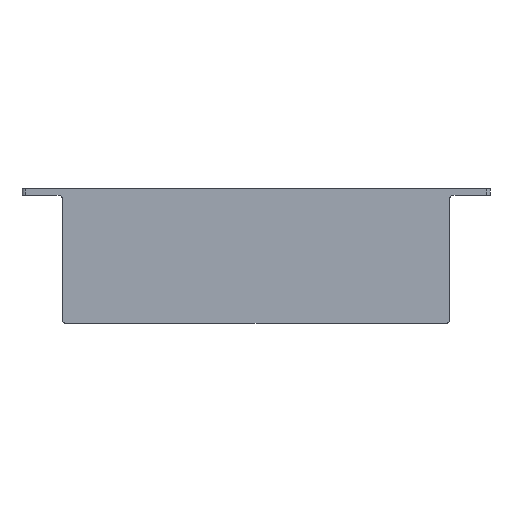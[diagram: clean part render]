
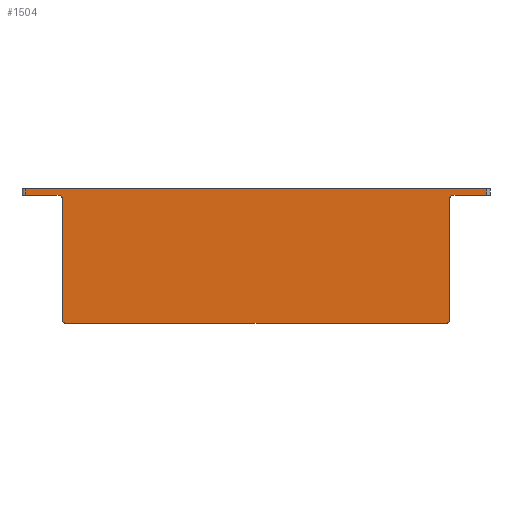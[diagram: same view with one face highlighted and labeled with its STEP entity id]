
A CAD part, front view. The second image highlights one B-rep face of the part: STEP entity #1504.
In plain terms, the highlighted planar face has unit normal (0, -1, 0).
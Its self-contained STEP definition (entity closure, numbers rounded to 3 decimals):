
#1350=CARTESIAN_POINT('',(56.5,-27.95,-74.));
#1351=VERTEX_POINT('',#1350);
#1358=CARTESIAN_POINT('',(-56.5,-27.95,-74.));
#1359=VERTEX_POINT('',#1358);
#1360=CARTESIAN_POINT('',(56.5,-27.95,-74.));
#1361=DIRECTION('',(-1.,0.,0.));
#1362=VECTOR('',#1361,113.);
#1363=LINE('',#1360,#1362);
#1364=EDGE_CURVE('',#1351,#1359,#1363,.T.);
#1380=CARTESIAN_POINT('',(-57.5,-27.95,-73.));
#1381=VERTEX_POINT('',#1380);
#1382=CARTESIAN_POINT('',(-57.5,-27.95,-37.));
#1383=VERTEX_POINT('',#1382);
#1384=CARTESIAN_POINT('',(-57.5,-27.95,-73.));
#1385=DIRECTION('',(0.,0.,1.));
#1386=VECTOR('',#1385,36.);
#1387=LINE('',#1384,#1386);
#1388=EDGE_CURVE('',#1381,#1383,#1387,.T.);
#1415=CARTESIAN_POINT('',(-0.,-27.95,-74.));
#1416=DIRECTION('',(0.,1.,0.));
#1417=DIRECTION('',(0.,0.,1.));
#1418=AXIS2_PLACEMENT_3D('',#1415,#1416,#1417);
#1419=PLANE('',#1418);
#1420=ORIENTED_EDGE('',*,*,#1364,.F.);
#1421=CARTESIAN_POINT('',(57.5,-27.95,-73.));
#1422=VERTEX_POINT('',#1421);
#1423=CARTESIAN_POINT('',(56.5,-27.95,-73.));
#1424=DIRECTION('',(-0.,-1.,-0.));
#1425=DIRECTION('',(0.,-0.,1.));
#1426=AXIS2_PLACEMENT_3D('',#1423,#1424,#1425);
#1427=CIRCLE('',#1426,1.);
#1428=EDGE_CURVE('',#1351,#1422,#1427,.T.);
#1429=ORIENTED_EDGE('',*,*,#1428,.T.);
#1430=CARTESIAN_POINT('',(57.5,-27.95,-37.));
#1431=VERTEX_POINT('',#1430);
#1432=CARTESIAN_POINT('',(57.5,-27.95,-73.));
#1433=DIRECTION('',(0.,0.,1.));
#1434=VECTOR('',#1433,36.);
#1435=LINE('',#1432,#1434);
#1436=EDGE_CURVE('',#1422,#1431,#1435,.T.);
#1437=ORIENTED_EDGE('',*,*,#1436,.T.);
#1438=CARTESIAN_POINT('',(58.5,-27.95,-36.));
#1439=VERTEX_POINT('',#1438);
#1440=CARTESIAN_POINT('',(58.5,-27.95,-37.));
#1441=DIRECTION('',(0.,1.,0.));
#1442=DIRECTION('',(0.,-0.,1.));
#1443=AXIS2_PLACEMENT_3D('',#1440,#1441,#1442);
#1444=CIRCLE('',#1443,1.);
#1445=EDGE_CURVE('',#1431,#1439,#1444,.T.);
#1446=ORIENTED_EDGE('',*,*,#1445,.T.);
#1447=CARTESIAN_POINT('',(68.5,-27.95,-36.));
#1448=VERTEX_POINT('',#1447);
#1449=CARTESIAN_POINT('',(58.5,-27.95,-36.));
#1450=DIRECTION('',(1.,0.,-0.));
#1451=VECTOR('',#1450,10.);
#1452=LINE('',#1449,#1451);
#1453=EDGE_CURVE('',#1439,#1448,#1452,.T.);
#1454=ORIENTED_EDGE('',*,*,#1453,.T.);
#1455=CARTESIAN_POINT('',(68.5,-27.95,-34.));
#1456=VERTEX_POINT('',#1455);
#1457=CARTESIAN_POINT('',(68.5,-27.95,-36.));
#1458=DIRECTION('',(0.,0.,1.));
#1459=VECTOR('',#1458,2.);
#1460=LINE('',#1457,#1459);
#1461=EDGE_CURVE('',#1448,#1456,#1460,.T.);
#1462=ORIENTED_EDGE('',*,*,#1461,.T.);
#1463=CARTESIAN_POINT('',(-68.5,-27.95,-34.));
#1464=VERTEX_POINT('',#1463);
#1465=CARTESIAN_POINT('',(68.5,-27.95,-34.));
#1466=DIRECTION('',(-1.,0.,0.));
#1467=VECTOR('',#1466,137.);
#1468=LINE('',#1465,#1467);
#1469=EDGE_CURVE('',#1456,#1464,#1468,.T.);
#1470=ORIENTED_EDGE('',*,*,#1469,.T.);
#1471=CARTESIAN_POINT('',(-68.5,-27.95,-36.));
#1472=VERTEX_POINT('',#1471);
#1473=CARTESIAN_POINT('',(-68.5,-27.95,-34.));
#1474=DIRECTION('',(-0.,-0.,-1.));
#1475=VECTOR('',#1474,2.);
#1476=LINE('',#1473,#1475);
#1477=EDGE_CURVE('',#1464,#1472,#1476,.T.);
#1478=ORIENTED_EDGE('',*,*,#1477,.T.);
#1479=CARTESIAN_POINT('',(-58.5,-27.95,-36.));
#1480=VERTEX_POINT('',#1479);
#1481=CARTESIAN_POINT('',(-58.5,-27.95,-36.));
#1482=DIRECTION('',(-1.,0.,0.));
#1483=VECTOR('',#1482,10.);
#1484=LINE('',#1481,#1483);
#1485=EDGE_CURVE('',#1480,#1472,#1484,.T.);
#1486=ORIENTED_EDGE('',*,*,#1485,.F.);
#1487=CARTESIAN_POINT('',(-58.5,-27.95,-37.));
#1488=DIRECTION('',(0.,1.,0.));
#1489=DIRECTION('',(0.,-0.,1.));
#1490=AXIS2_PLACEMENT_3D('',#1487,#1488,#1489);
#1491=CIRCLE('',#1490,1.);
#1492=EDGE_CURVE('',#1480,#1383,#1491,.T.);
#1493=ORIENTED_EDGE('',*,*,#1492,.T.);
#1494=ORIENTED_EDGE('',*,*,#1388,.F.);
#1495=CARTESIAN_POINT('',(-56.5,-27.95,-73.));
#1496=DIRECTION('',(-0.,-1.,-0.));
#1497=DIRECTION('',(0.,-0.,1.));
#1498=AXIS2_PLACEMENT_3D('',#1495,#1496,#1497);
#1499=CIRCLE('',#1498,1.);
#1500=EDGE_CURVE('',#1381,#1359,#1499,.T.);
#1501=ORIENTED_EDGE('',*,*,#1500,.T.);
#1502=EDGE_LOOP('',(#1420,#1429,#1437,#1446,#1454,#1462,#1470,#1478,#1486,#1493,#1494,#1501));
#1503=FACE_BOUND('',#1502,.T.);
#1504=ADVANCED_FACE('',(#1503),#1419,.F.);
